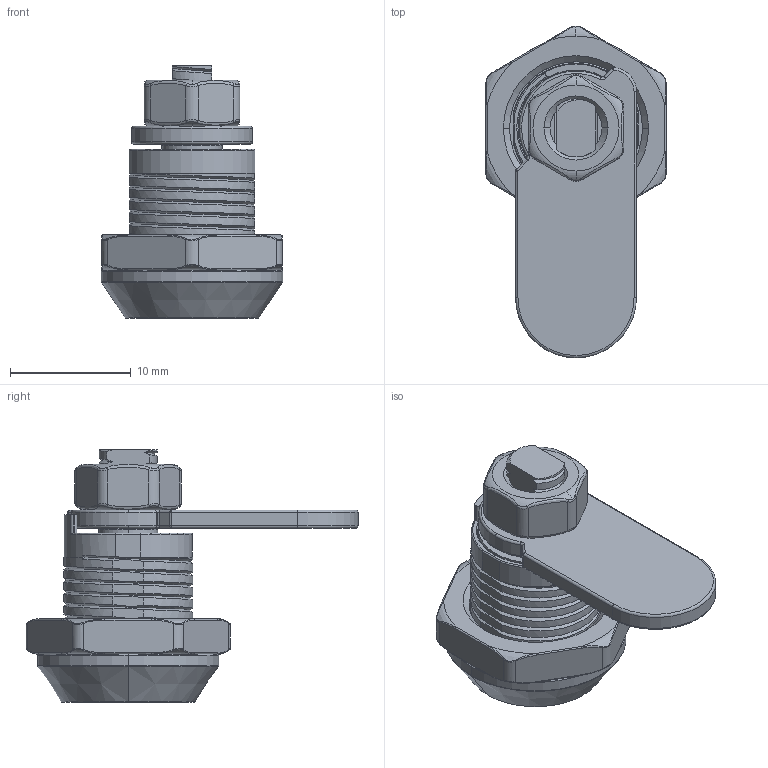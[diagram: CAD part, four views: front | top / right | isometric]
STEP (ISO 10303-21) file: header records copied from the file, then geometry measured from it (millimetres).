
FILE_DESCRIPTION (( 'STEP AP214' ), '1' );
FILE_NAME ('MS-520-ZS-1.STEP', '2015-02-05T09:10:21', ( '' ), ( '' ), 'SwSTEP 2.0', 'SolidWorks 2010', '' );
FILE_SCHEMA (( 'AUTOMOTIVE_DESIGN' ));
Length unit declared in the file: millimetre
Products named in the file (7): 主體; 鎖芯; 擋片; 螺柱; 六角螺母(大); MS-520-ZS-1; 六角螺母(小)
Assembly tree (6 placements, depth 2):
  MS-520-ZS-1
    螺柱
    主體
    鎖芯
    六角螺母(大)
    六角螺母(小)
    擋片
Bounding box: 15 x 27.45 x 20.9 mm (x, y, z)
Volume: 2152.5 mm3; surface area: 3153.9 mm2
Topology: 6 solids, 6 shells, 362 faces, 915 edges, 563 vertices
Faces by surface type: cylinder 122, bspline 89, plane 70, torus 65, cone 10, sphere 6
Entity records: 19403 total; most frequent: CARTESIAN_POINT 11292, ORIENTED_EDGE 1814, DIRECTION 1430, EDGE_CURVE 907, AXIS2_PLACEMENT_3D 588, VERTEX_POINT 559, EDGE_LOOP 372, ADVANCED_FACE 362
